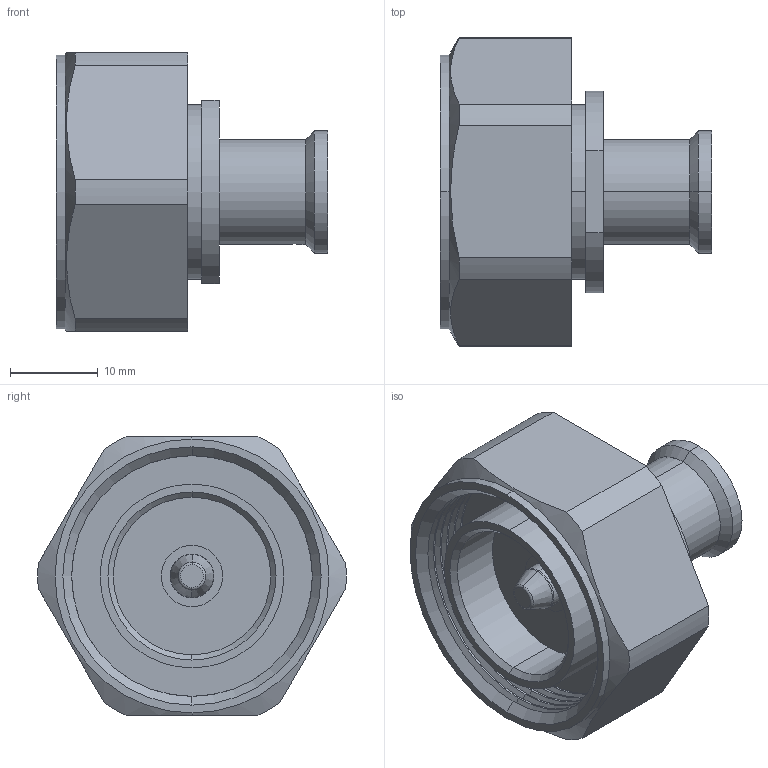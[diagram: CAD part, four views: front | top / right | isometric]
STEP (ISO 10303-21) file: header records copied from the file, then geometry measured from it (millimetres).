
FILE_DESCRIPTION (( 'STEP AP203' ), '1' );
FILE_NAME ('3190-2940.STEP', '2020-09-14T01:27:05', ( '' ), ( '' ), 'SwSTEP 2.0', 'SolidWorks 2018', '' );
FILE_SCHEMA (( 'CONFIG_CONTROL_DESIGN' ));
Length unit declared in the file: inch
Products named in the file (1): 3190-2940
Bounding box: 31 x 35.23 x 31.86 mm (x, y, z)
Volume: 11855.7 mm3; surface area: 6185.2 mm2
Topology: 1 solids, 1 shells, 96 faces, 208 edges, 122 vertices
Faces by surface type: cylinder 38, cone 34, plane 20, torus 4
Entity records: 2783 total; most frequent: CARTESIAN_POINT 555, DIRECTION 494, ORIENTED_EDGE 416, EDGE_CURVE 208, AXIS2_PLACEMENT_3D 201, VERTEX_POINT 122, EDGE_LOOP 106, CIRCLE 104
